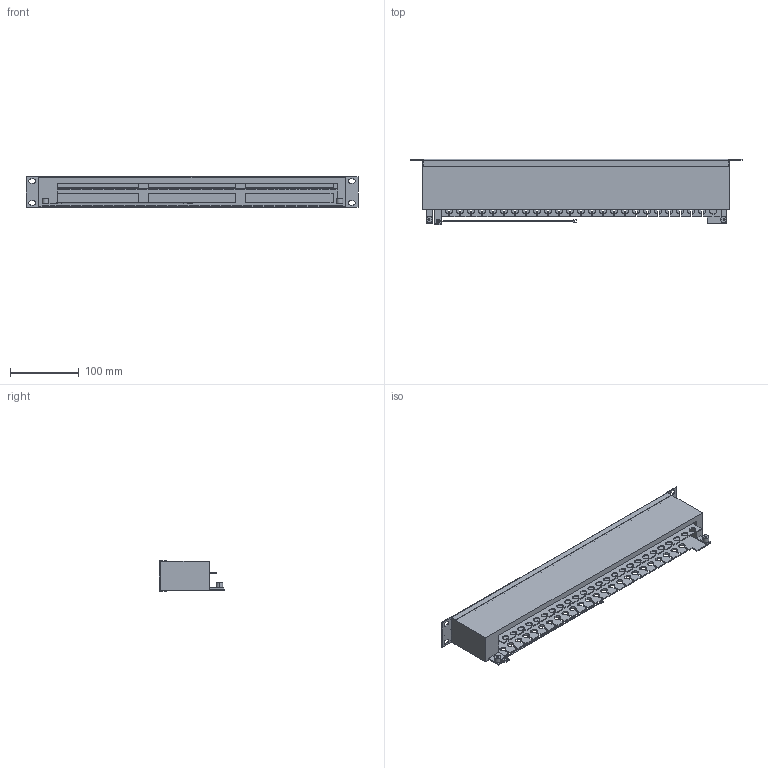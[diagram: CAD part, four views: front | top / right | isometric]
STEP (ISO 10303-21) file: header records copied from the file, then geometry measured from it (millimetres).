
FILE_DESCRIPTION (( 'STEP AP203' ), '1' );
FILE_NAME ('DCP110C6-48S.STEP', '2012-05-17T14:47:16', ( 'x' ), ( 'Microsoft' ), 'SwSTEP 2.0', 'SolidWorks 2010', '' );
FILE_SCHEMA (( 'CONFIG_CONTROL_DESIGN' ));
Products named in the file (5): DCP110C6-48S; DCP110C6-48S-MA1; DCP110C5E-48S-MA2; DCP110C5E-48S-MA3; 1AA13-031
Assembly tree (9 placements, depth 2):
  DCP110C6-48S
    DCP110C5E-48S-MA2  x6
    1AA13-031
    DCP110C6-48S-MA1
    DCP110C5E-48S-MA3
Bounding box: 482.6 x 94.97 x 43.94 mm (x, y, z)
Volume: 581085.1 mm3; surface area: 327729.2 mm2
Topology: 10 solids, 10 shells, 4491 faces, 11763 edges, 7794 vertices
Faces by surface type: plane 3738, bspline 568, cylinder 185
Entity records: 123720 total; most frequent: CARTESIAN_POINT 67124, ORIENTED_EDGE 12846, DIRECTION 9249, EDGE_CURVE 6423, VECTOR 4803, LINE 4803, VERTEX_POINT 4234, EDGE_LOOP 2523
